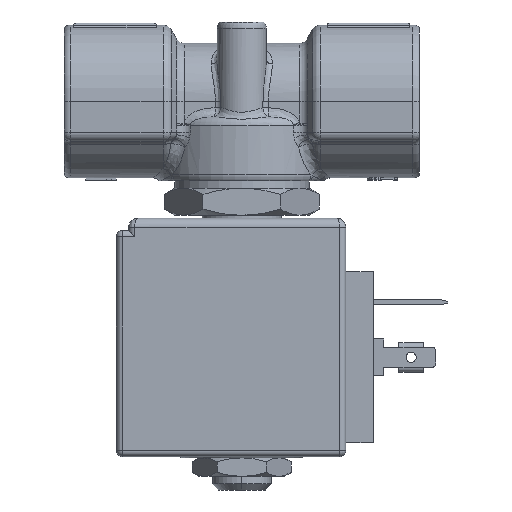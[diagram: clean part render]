
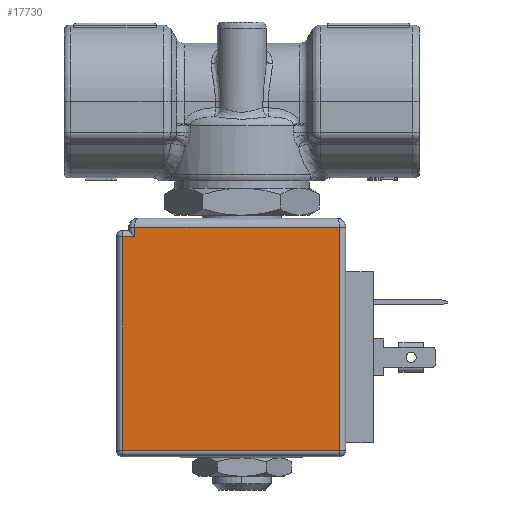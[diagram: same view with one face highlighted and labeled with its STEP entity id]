
A CAD part, front view. The second image highlights one B-rep face of the part: STEP entity #17730.
In plain terms, the highlighted face is planar.
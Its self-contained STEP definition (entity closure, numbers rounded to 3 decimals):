
#15144=DIRECTION('',(1.,0.,0.));
#15145=VECTOR('',#15144,33.5);
#15146=CARTESIAN_POINT('',(-16.,-3.5,
15.));
#15147=LINE('',#15146,#15145);
#15151=DIRECTION('',(0.,1.,0.));
#15152=VECTOR('',#15151,36.5);
#15153=CARTESIAN_POINT('',(-16.,-3.5,
15.));
#15154=LINE('',#15153,#15152);
#15158=DIRECTION('',(-1.,0.,0.));
#15159=VECTOR('',#15158,35.5);
#15160=CARTESIAN_POINT('',(19.5,33.,15.));
#15161=LINE('',#15160,#15159);
#15165=DIRECTION('',(0.,1.,0.));
#15166=VECTOR('',#15165,35.);
#15167=CARTESIAN_POINT('',(19.5,-2.,15.));
#15168=LINE('',#15167,#15166);
#15172=DIRECTION('',(1.,0.,0.));
#15173=VECTOR('',#15172,2.);
#15174=CARTESIAN_POINT('',(17.5,-2.,15.));
#15175=LINE('',#15174,#15173);
#15179=DIRECTION('',(0.,1.,0.));
#15180=VECTOR('',#15179,1.5);
#15181=CARTESIAN_POINT('',(17.5,-3.5,
15.));
#15182=LINE('',#15181,#15180);
#15260=CARTESIAN_POINT('',(17.5,-2.,15.));
#17019=CARTESIAN_POINT('',(-16.,-3.5,
15.));
#17020=CARTESIAN_POINT('',(17.5,-3.5,
15.));
#17021=VERTEX_POINT('',#17019);
#17022=VERTEX_POINT('',#17020);
#17037=CARTESIAN_POINT('',(-16.,33.,15.));
#17038=VERTEX_POINT('',#17037);
#17047=CARTESIAN_POINT('',(19.5,33.,15.));
#17048=VERTEX_POINT('',#17047);
#17061=CARTESIAN_POINT('',(19.5,-2.,15.));
#17062=VERTEX_POINT('',#17061);
#17064=VERTEX_POINT('',#15260);
#17712=CARTESIAN_POINT('',(0.,34.,15.));
#17713=DIRECTION('',(0.,0.,1.));
#17714=DIRECTION('',(1.,0.,0.));
#17715=AXIS2_PLACEMENT_3D('',#17712,#17713,#17714);
#17716=PLANE('',#17715);
#17718=ORIENTED_EDGE('',*,*,#17717,.F.);
#17719=ORIENTED_EDGE('',*,*,#17700,.T.);
#17721=ORIENTED_EDGE('',*,*,#17720,.F.);
#17723=ORIENTED_EDGE('',*,*,#17722,.F.);
#17725=ORIENTED_EDGE('',*,*,#17724,.F.);
#17727=ORIENTED_EDGE('',*,*,#17726,.F.);
#17728=EDGE_LOOP('',(#17718,#17719,#17721,#17723,#17725,#17727));
#17729=FACE_OUTER_BOUND('',#17728,.F.);
#17730=ADVANCED_FACE('',(#17729),#17716,.T.);
#17700=EDGE_CURVE('',#17021,#17038,#15154,.T.);
#17717=EDGE_CURVE('',#17021,#17022,#15147,.T.);
#17720=EDGE_CURVE('',#17048,#17038,#15161,.T.);
#17722=EDGE_CURVE('',#17062,#17048,#15168,.T.);
#17724=EDGE_CURVE('',#17064,#17062,#15175,.T.);
#17726=EDGE_CURVE('',#17022,#17064,#15182,.T.);
